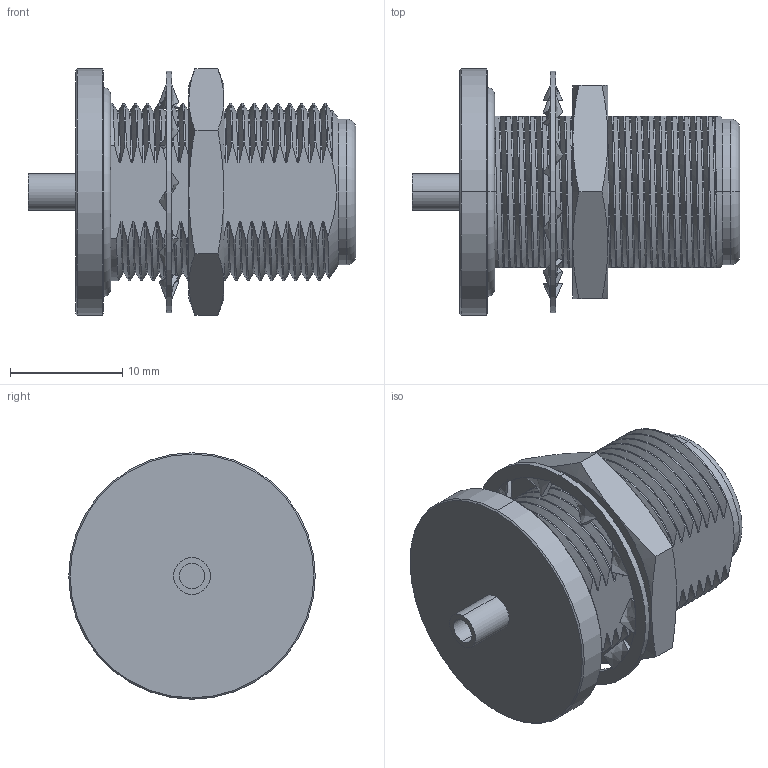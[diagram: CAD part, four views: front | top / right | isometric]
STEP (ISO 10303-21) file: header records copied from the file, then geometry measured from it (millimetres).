
FILE_DESCRIPTION (( 'STEP AP203' ), '1' );
FILE_NAME ('PE44706.step', '2018-07-25T23:37:37', ( '' ), ( '' ), 'SwSTEP 2.0', 'SolidWorks 2017', '' );
FILE_SCHEMA (( 'CONFIG_CONTROL_DESIGN' ));
Length unit declared in the file: inch
Products named in the file (1): PE44706
Bounding box: 29.21 x 22 x 22 mm (x, y, z)
Volume: 4639.4 mm3; surface area: 4163.9 mm2
Topology: 4 solids, 4 shells, 346 faces, 1000 edges, 668 vertices
Faces by surface type: bspline 156, cylinder 108, plane 44, cone 32, torus 6
Entity records: 87506 total; most frequent: CARTESIAN_POINT 80238, ORIENTED_EDGE 2000, EDGE_CURVE 1000, DIRECTION 922, VERTEX_POINT 668, EDGE_LOOP 358, ADVANCED_FACE 346, FACE_OUTER_BOUND 346
